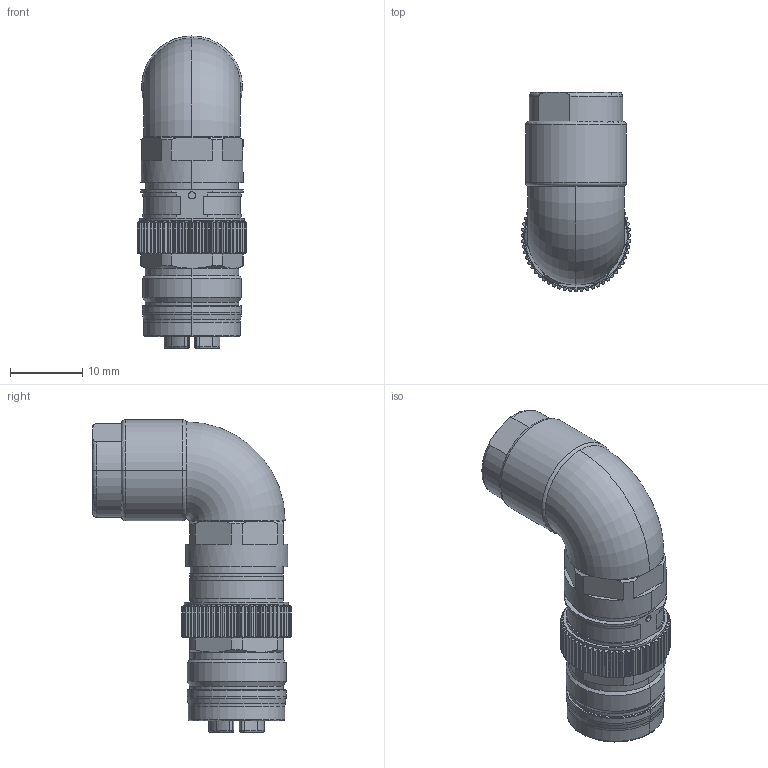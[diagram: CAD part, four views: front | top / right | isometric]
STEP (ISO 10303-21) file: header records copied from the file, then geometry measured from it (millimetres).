
FILE_DESCRIPTION(('CATIA V5 STEP Exchange','CAx-IF Rec.Pracs.--- Model Styling and Organization---1.4--- 2014-01-23'),'2;1');
FILE_NAME ('1165829-2_1_2702720000_2702720000.stp','2019-08-28T07:14:12+00:00',('none'),('Weidmueller'),'CATIA Version 5-6 Release 2016 SP3 HF44','CATIA V5 STEP AP214','none');
FILE_SCHEMA(('AUTOMOTIVE_DESIGN { 1 0 10303 214 1 1 1 1 }'));
Length unit declared in the file: millimetre
Products named in the file (1): 2702720000
Bounding box: 15.2 x 27.6 x 43.34 mm (x, y, z)
Volume: 7033.3 mm3; surface area: 4004.9 mm2
Topology: 1 solids, 1 shells, 847 faces, 2211 edges, 1390 vertices
Faces by surface type: cylinder 340, plane 251, torus 120, cone 74, bspline 50, sphere 12
Entity records: 28447 total; most frequent: CARTESIAN_POINT 9365, ORIENTED_EDGE 4406, DIRECTION 3159, EDGE_CURVE 2203, AXIS2_PLACEMENT_3D 1655, VERTEX_POINT 1390, EDGE_LOOP 879, CIRCLE 870
